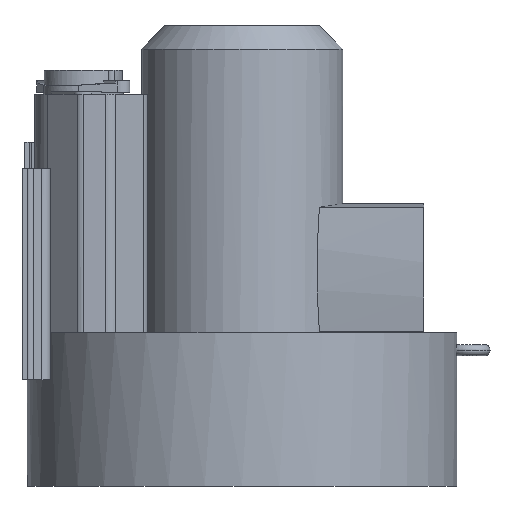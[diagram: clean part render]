
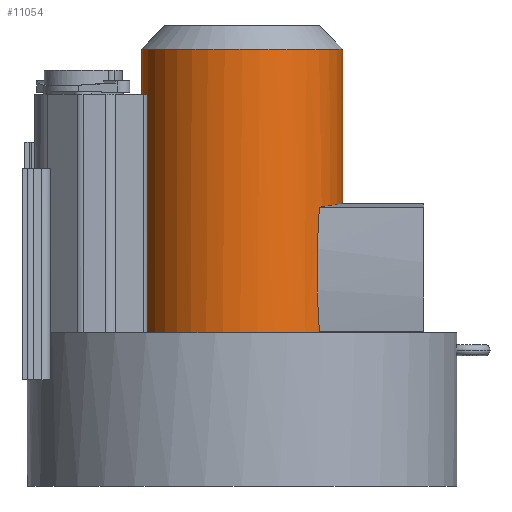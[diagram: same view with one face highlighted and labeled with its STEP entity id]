
A CAD part, front view. The second image highlights one B-rep face of the part: STEP entity #11054.
In plain terms, the highlighted cylindrical face has radius 85.7 mm (diameter 171.4 mm), a partial arc.
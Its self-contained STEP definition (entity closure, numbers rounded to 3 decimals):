
#684 = CARTESIAN_POINT ( 'NONE',  ( 67.821, -52.391, 90.652 ) ) ;
#730 = CARTESIAN_POINT ( 'NONE',  ( 85.308, -9.429, 199.687 ) ) ;
#1032 = CARTESIAN_POINT ( 'NONE',  ( 84.157, -16.358, 199.478 ) ) ;
#1171 = CARTESIAN_POINT ( 'NONE',  ( 85.7, 0., 199.807 ) ) ;
#1195 = VECTOR ( 'NONE', #6329, 1000. ) ;
#1728 = EDGE_CURVE ( 'NONE', #2929, #10794, #14166, .T. ) ;
#1869 = DIRECTION ( 'NONE',  ( 0., 0., 1. ) ) ;
#2070 = DIRECTION ( 'NONE',  ( 0., 0., 1. ) ) ;
#2336 = CARTESIAN_POINT ( 'NONE',  ( 73.26, -44.713, 197.842 ) ) ;
#2494 = CARTESIAN_POINT ( 'NONE',  ( 82.818, -22.069, 199.252 ) ) ;
#2582 = CARTESIAN_POINT ( 'NONE',  ( 69.653, -50.019, 90.426 ) ) ;
#2722 = DIRECTION ( 'NONE',  ( 0., 0., -1. ) ) ;
#2874 = CARTESIAN_POINT ( 'NONE',  ( 0., 0., 331.5 ) ) ;
#2929 = VERTEX_POINT ( 'NONE', #7869 ) ;
#3016 = ORIENTED_EDGE ( 'NONE', *, *, #8458, .T. ) ;
#3192 = EDGE_CURVE ( 'NONE', #6727, #9974, #14591, .T. ) ;
#3469 = CARTESIAN_POINT ( 'NONE',  ( 72.904, -45.05, 90. ) ) ;
#3480 = CARTESIAN_POINT ( 'NONE',  ( 67.821, -52.391, 83. ) ) ;
#3717 = CARTESIAN_POINT ( 'NONE',  ( 67.821, -52.391, 90.652 ) ) ;
#4660 = CARTESIAN_POINT ( 'NONE',  ( 67.821, -52.391, 197.148 ) ) ;
#4845 = B_SPLINE_CURVE_WITH_KNOTS ( 'NONE', 3,
 ( #3469, #12224, #2582, #3717 ),
 .UNSPECIFIED., .F., .F.,
 ( 4, 4 ),
 ( 0.103, 0.112 ),
 .UNSPECIFIED. ) ;
#4913 = B_SPLINE_CURVE_WITH_KNOTS ( 'NONE', 3,
 ( #10915, #9947, #2336, #11166, #6235, #14900, #7194, #12216, #2494, #13350, #1032, #730, #15570, #6067 ),
 .UNSPECIFIED., .F., .F.,
 ( 4, 2, 2, 2, 2, 2, 4 ),
 ( -0.056, -0.042, -0.028, -0.025, -0.021, -0.014, 0. ),
 .UNSPECIFIED. ) ;
#5340 = EDGE_CURVE ( 'NONE', #15976, #6727, #4845, .T. ) ;
#5635 = EDGE_CURVE ( 'NONE', #15976, #14588, #13904, .T. ) ;
#5702 = ORIENTED_EDGE ( 'NONE', *, *, #6807, .T. ) ;
#5724 = CARTESIAN_POINT ( 'NONE',  ( 85.7, 0., 90. ) ) ;
#5755 = CARTESIAN_POINT ( 'NONE',  ( -85.7, 0., 90. ) ) ;
#5974 = CARTESIAN_POINT ( 'NONE',  ( 0., 0., 90. ) ) ;
#6061 = LINE ( 'NONE', #15868, #8988 ) ;
#6067 = CARTESIAN_POINT ( 'NONE',  ( 85.7, 0., 199.807 ) ) ;
#6235 = CARTESIAN_POINT ( 'NONE',  ( 79.563, -32.196, 198.738 ) ) ;
#6329 = DIRECTION ( 'NONE',  ( 0., 0., 1. ) ) ;
#6654 = FACE_OUTER_BOUND ( 'NONE', #10618, .T. ) ;
#6673 = EDGE_CURVE ( 'NONE', #14588, #10794, #6061, .T. ) ;
#6727 = VERTEX_POINT ( 'NONE', #684 ) ;
#6807 = EDGE_CURVE ( 'NONE', #8858, #2929, #14388, .T. ) ;
#7086 = AXIS2_PLACEMENT_3D ( 'NONE', #9321, #1869, #10619 ) ;
#7165 = AXIS2_PLACEMENT_3D ( 'NONE', #2874, #2722, #7584 ) ;
#7194 = CARTESIAN_POINT ( 'NONE',  ( 81.837, -25.467, 199.093 ) ) ;
#7584 = DIRECTION ( 'NONE',  ( 1., 0., 0. ) ) ;
#7869 = CARTESIAN_POINT ( 'NONE',  ( 85.7, 0., 331.5 ) ) ;
#8458 = EDGE_CURVE ( 'NONE', #9974, #8858, #4913, .T. ) ;
#8467 = VECTOR ( 'NONE', #2070, 1000. ) ;
#8858 = VERTEX_POINT ( 'NONE', #1171 ) ;
#8988 = VECTOR ( 'NONE', #9699, 1000. ) ;
#9166 = ORIENTED_EDGE ( 'NONE', *, *, #1728, .T. ) ;
#9321 = CARTESIAN_POINT ( 'NONE',  ( 0., 0., 90. ) ) ;
#9699 = DIRECTION ( 'NONE',  ( 0., 0., 1. ) ) ;
#9864 = DIRECTION ( 'NONE',  ( 1., 0., 0. ) ) ;
#9947 = CARTESIAN_POINT ( 'NONE',  ( 70.714, -48.645, 197.504 ) ) ;
#9974 = VERTEX_POINT ( 'NONE', #4660 ) ;
#10097 = CARTESIAN_POINT ( 'NONE',  ( -85.7, 0., 331.5 ) ) ;
#10230 = ORIENTED_EDGE ( 'NONE', *, *, #6673, .F. ) ;
#10302 = CYLINDRICAL_SURFACE ( 'NONE', #7086, 85.7 ) ;
#10327 = CARTESIAN_POINT ( 'NONE',  ( 72.904, -45.05, 90. ) ) ;
#10618 = EDGE_LOOP ( 'NONE', ( #10230, #15356, #12731, #14396, #3016, #5702, #9166 ) ) ;
#10619 = DIRECTION ( 'NONE',  ( 1., 0., 0. ) ) ;
#10794 = VERTEX_POINT ( 'NONE', #10097 ) ;
#10915 = CARTESIAN_POINT ( 'NONE',  ( 67.821, -52.391, 197.148 ) ) ;
#11054 = ADVANCED_FACE ( 'NONE', ( #6654 ), #10302, .T. ) ;
#11166 = CARTESIAN_POINT ( 'NONE',  ( 77.684, -36.489, 198.459 ) ) ;
#12207 = DIRECTION ( 'NONE',  ( 0., 0., -1. ) ) ;
#12216 = CARTESIAN_POINT ( 'NONE',  ( 82.507, -23.205, 199.201 ) ) ;
#12224 = CARTESIAN_POINT ( 'NONE',  ( 71.346, -47.572, 90.208 ) ) ;
#12731 = ORIENTED_EDGE ( 'NONE', *, *, #5340, .T. ) ;
#13127 = AXIS2_PLACEMENT_3D ( 'NONE', #5974, #12207, #9864 ) ;
#13350 = CARTESIAN_POINT ( 'NONE',  ( 83.679, -18.652, 199.395 ) ) ;
#13904 = CIRCLE ( 'NONE', #13127, 85.7 ) ;
#14166 = CIRCLE ( 'NONE', #7165, 85.7 ) ;
#14388 = LINE ( 'NONE', #5724, #8467 ) ;
#14396 = ORIENTED_EDGE ( 'NONE', *, *, #3192, .T. ) ;
#14588 = VERTEX_POINT ( 'NONE', #5755 ) ;
#14591 = LINE ( 'NONE', #3480, #1195 ) ;
#14900 = CARTESIAN_POINT ( 'NONE',  ( 81.477, -26.596, 199.036 ) ) ;
#15356 = ORIENTED_EDGE ( 'NONE', *, *, #5635, .F. ) ;
#15570 = CARTESIAN_POINT ( 'NONE',  ( 85.7, -4.747, 199.775 ) ) ;
#15868 = CARTESIAN_POINT ( 'NONE',  ( -85.7, 0., 90. ) ) ;
#15976 = VERTEX_POINT ( 'NONE', #10327 ) ;
